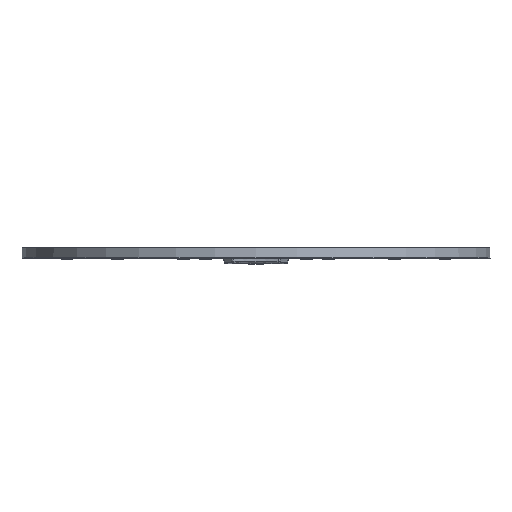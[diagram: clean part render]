
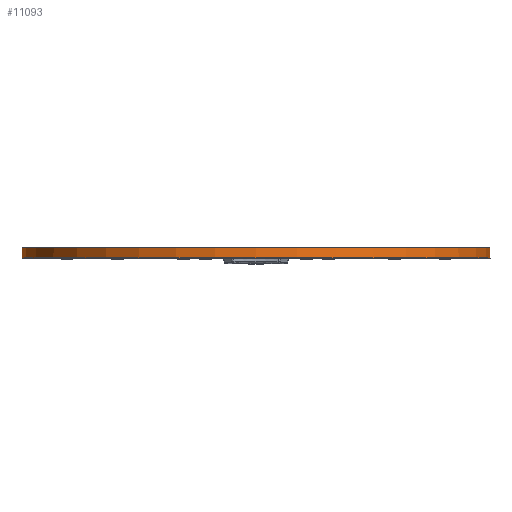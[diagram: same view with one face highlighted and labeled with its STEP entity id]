
A CAD part, front view. The second image highlights one B-rep face of the part: STEP entity #11093.
In plain terms, the highlighted conical face has half-angle 2 degrees and reference radius 131.513 mm.
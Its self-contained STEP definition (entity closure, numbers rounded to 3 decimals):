
#121 = CARTESIAN_POINT ( 'NONE',  ( -131.514, 0., -5.623 ) ) ;
#1877 = CARTESIAN_POINT ( 'NONE',  ( 0., 0., -5.623 ) ) ;
#2082 = AXIS2_PLACEMENT_3D ( 'NONE', #1877, #20009, #38139 ) ;
#2228 = ORIENTED_EDGE ( 'NONE', *, *, #16975, .F. ) ;
#5553 = DIRECTION ( 'NONE',  ( -1., 0., 0. ) ) ;
#5945 = CARTESIAN_POINT ( 'NONE',  ( 131.317, 0., 0. ) ) ;
#8704 = LINE ( 'NONE', #26821, #19485 ) ;
#9963 = DIRECTION ( 'NONE',  ( -1., 0., 0. ) ) ;
#10010 = FACE_OUTER_BOUND ( 'NONE', #17581, .T. ) ;
#11093 = ADVANCED_FACE ( 'NONE', ( #10010 ), #15044, .T. ) ;
#11671 = LINE ( 'NONE', #29804, #50123 ) ;
#15044 = CONICAL_SURFACE ( 'NONE', #57710, 131.514, 0.035 ) ;
#15918 = ORIENTED_EDGE ( 'NONE', *, *, #31536, .F. ) ;
#15948 = VERTEX_POINT ( 'NONE', #121 ) ;
#16975 = EDGE_CURVE ( 'NONE', #46807, #15948, #35277, .T. ) ;
#17506 = VERTEX_POINT ( 'NONE', #49262 ) ;
#17581 = EDGE_LOOP ( 'NONE', ( #15918, #28782, #26537, #2228 ) ) ;
#19485 = VECTOR ( 'NONE', #44917, 1000. ) ;
#20009 = DIRECTION ( 'NONE',  ( 0., 0., -1. ) ) ;
#22770 = EDGE_CURVE ( 'NONE', #17506, #15948, #11671, .T. ) ;
#26537 = ORIENTED_EDGE ( 'NONE', *, *, #22770, .T. ) ;
#26821 = CARTESIAN_POINT ( 'NONE',  ( 131.514, 0., -5.623 ) ) ;
#28137 = CARTESIAN_POINT ( 'NONE',  ( 0., 0., -5.623 ) ) ;
#28782 = ORIENTED_EDGE ( 'NONE', *, *, #54813, .T. ) ;
#29197 = CARTESIAN_POINT ( 'NONE',  ( 131.514, 0., -5.623 ) ) ;
#29804 = CARTESIAN_POINT ( 'NONE',  ( -131.514, 0., -5.623 ) ) ;
#31536 = EDGE_CURVE ( 'NONE', #58046, #46807, #8704, .T. ) ;
#32392 = AXIS2_PLACEMENT_3D ( 'NONE', #32557, #50611, #9963 ) ;
#32557 = CARTESIAN_POINT ( 'NONE',  ( 0., 0., 0. ) ) ;
#35277 = CIRCLE ( 'NONE', #2082, 131.514 ) ;
#38139 = DIRECTION ( 'NONE',  ( 1., 0., 0. ) ) ;
#44917 = DIRECTION ( 'NONE',  ( 0.035, 0., -0.999 ) ) ;
#46207 = DIRECTION ( 'NONE',  ( 0., 0., -1. ) ) ;
#46807 = VERTEX_POINT ( 'NONE', #29197 ) ;
#47867 = DIRECTION ( 'NONE',  ( -0.035, 0., -0.999 ) ) ;
#49262 = CARTESIAN_POINT ( 'NONE',  ( -131.317, 0., 0. ) ) ;
#50123 = VECTOR ( 'NONE', #47867, 1000. ) ;
#50611 = DIRECTION ( 'NONE',  ( 0., 0., -1. ) ) ;
#54813 = EDGE_CURVE ( 'NONE', #58046, #17506, #57925, .T. ) ;
#57710 = AXIS2_PLACEMENT_3D ( 'NONE', #28137, #46207, #5553 ) ;
#57925 = CIRCLE ( 'NONE', #32392, 131.317 ) ;
#58046 = VERTEX_POINT ( 'NONE', #5945 ) ;
